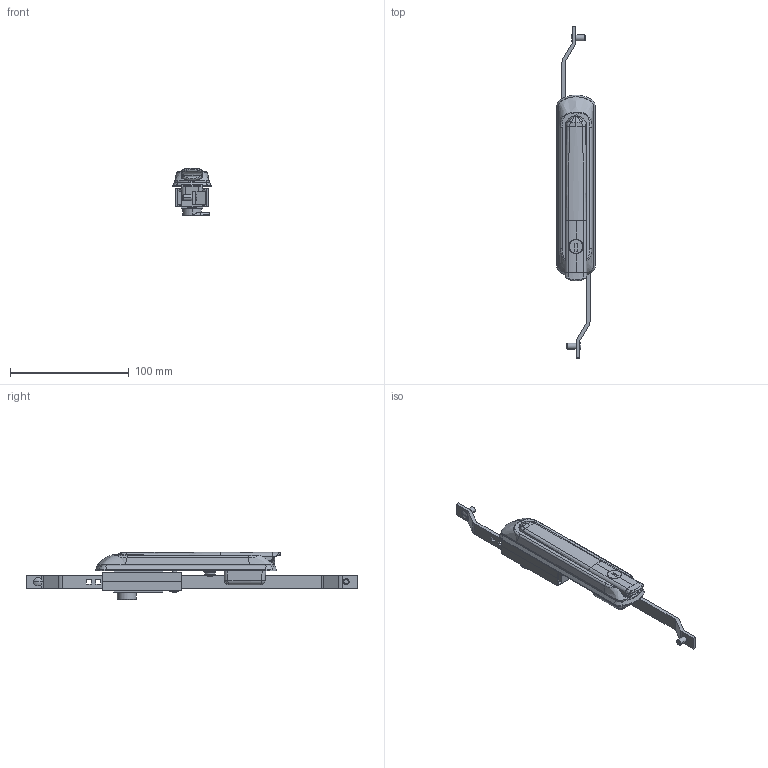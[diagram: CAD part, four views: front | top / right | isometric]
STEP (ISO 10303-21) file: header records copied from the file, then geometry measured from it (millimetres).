
FILE_DESCRIPTION (( 'STEP AP203' ), '1' );
FILE_NAME ('A-463.STEP', '2019-11-05T04:55:20', ( '' ), ( '' ), 'SwSTEP 2.0', 'SolidWorks 2014', '' );
FILE_SCHEMA (( 'CONFIG_CONTROL_DESIGN' ));
Length unit declared in the file: millimetre
Products named in the file (16): A-463_ラック_上; A-463_回転カム_; A-463_十字穴付小ねじ_内径基準ver1.02__M5x10十字穴付なべ小ねじ(鉄)ダブルセムス(P3); A-463_ハンドル本体Assy_; A-463; A-463_錠前部樹脂キャップ_; A-463_ラック_下; A-463_ハンドル軸_; A-463_十字穴付小ねじ_内径基準ver1.02__M5x20十字穴付なべ小ねじ(鉄)SWシングルセムス(P2); A-463_ハンドル本体_; A-463_ギアBOX_; A-463_パッキン_; A-463_僊傾BOXAssy_; A-463_シリンダー_; A-463_十字穴付皿小ねじ_内径基準ver1.02__M5x18十字穴付皿小ねじ(鉄); A-463_ハンドルレバー_
Assembly tree (16 placements, depth 3):
  A-463
    A-463_ハンドル本体Assy_
      A-463_ハンドル本体_
      A-463_ハンドルレバー_
      A-463_錠前部樹脂キャップ_
      A-463_パッキン_
      A-463_回転カム_
      A-463_ハンドル軸_
      A-463_シリンダー_
    A-463_僊傾BOXAssy_
      A-463_ギアBOX_  x2
      A-463_ラック_上
      A-463_ラック_下
    A-463_十字穴付小ねじ_内径基準ver1.02__M5x10十字穴付なべ小ねじ(鉄)ダブルセムス(P3)
    A-463_十字穴付小ねじ_内径基準ver1.02__M5x20十字穴付なべ小ねじ(鉄)SWシングルセムス(P2)
    A-463_十字穴付皿小ねじ_内径基準ver1.02__M5x18十字穴付皿小ねじ(鉄)
Bounding box: 32.4 x 280 x 40 mm (x, y, z)
Volume: 74836.3 mm3; surface area: 70787.7 mm2
Topology: 14 solids, 16 shells, 843 faces, 2211 edges, 1407 vertices
Faces by surface type: plane 399, cylinder 285, cone 62, bspline 52, torus 29, sphere 16
Entity records: 31999 total; most frequent: CARTESIAN_POINT 11213, ORIENTED_EDGE 4122, DIRECTION 3812, EDGE_CURVE 2061, AXIS2_PLACEMENT_3D 1340, VERTEX_POINT 1317, VECTOR 1132, LINE 1132
